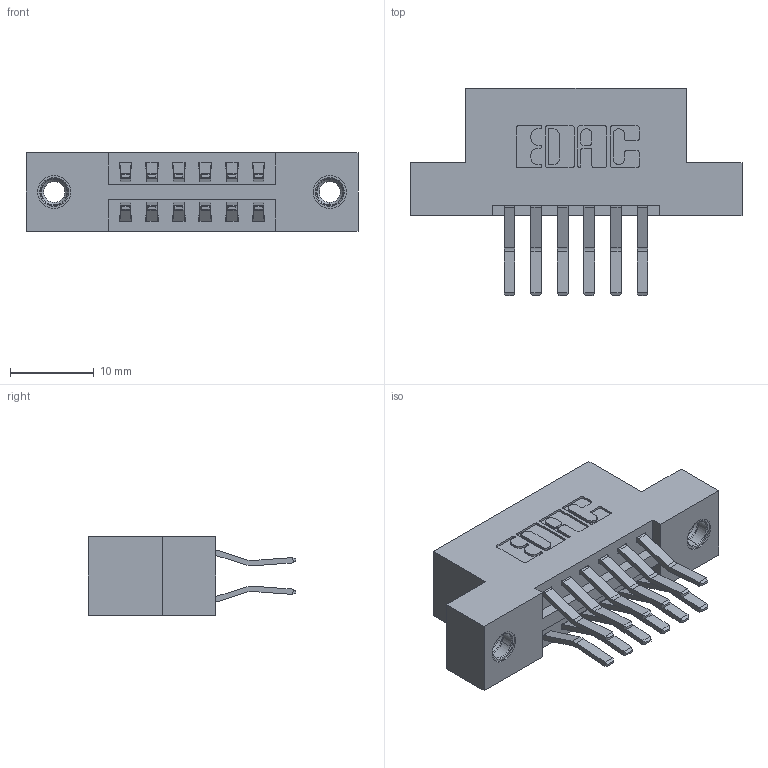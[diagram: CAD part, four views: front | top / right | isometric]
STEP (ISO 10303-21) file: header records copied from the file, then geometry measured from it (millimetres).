
FILE_DESCRIPTION (( 'STEP AP203' ), '1' );
FILE_NAME ('396-012-560-207.STEP', '2018-08-31T07:36:02', ( '' ), ( '' ), 'SwSTEP 2.0', 'SolidWorks 2016', '' );
FILE_SCHEMA (( 'CONFIG_CONTROL_DESIGN' ));
Length unit declared in the file: inch
Products named in the file (4): 346 Part_Flush Mounting Lugs - 0.156 Dia-TI; 345-292-001_560 Tail; 345-250-001_345-250-005-103; 396-012-560-207
Assembly tree (15 placements, depth 2):
  396-012-560-207
    346 Part_Flush Mounting Lugs - 0.156 Dia-TI
    345-292-001_560 Tail  x12
    345-250-001_345-250-005-103  x2
Bounding box: 39.62 x 24.78 x 9.4 mm (x, y, z)
Volume: 3649.4 mm3; surface area: 4694.1 mm2
Topology: 15 solids, 15 shells, 830 faces, 2397 edges, 1574 vertices
Faces by surface type: plane 528, cylinder 286, cone 12, torus 4
Entity records: 10036 total; most frequent: CARTESIAN_POINT 1687, ORIENTED_EDGE 1614, DIRECTION 1569, EDGE_CURVE 807, VECTOR 627, LINE 627, VERTEX_POINT 532, AXIS2_PLACEMENT_3D 471
